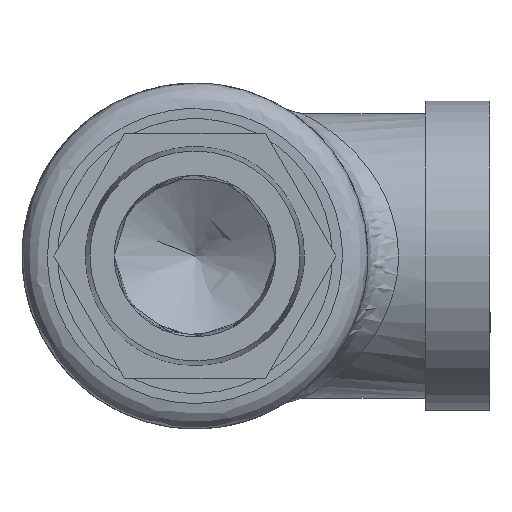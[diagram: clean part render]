
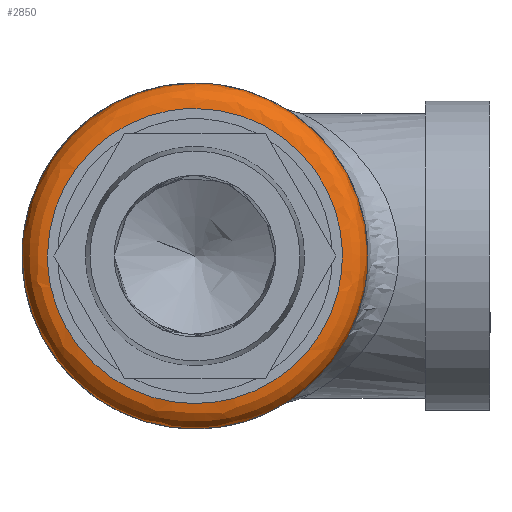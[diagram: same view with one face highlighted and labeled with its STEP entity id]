
A CAD part, front view. The second image highlights one B-rep face of the part: STEP entity #2850.
In plain terms, the highlighted free-form (B-spline) face has degree [2, 2] with [3, 9] control points.
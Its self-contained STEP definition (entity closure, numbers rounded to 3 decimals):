
#254 = EDGE_CURVE('',#255,#257,#259,.T.);
#255 = VERTEX_POINT('',#256);
#256 = CARTESIAN_POINT('',(-17.,32.663,0.));
#257 = VERTEX_POINT('',#258);
#258 = CARTESIAN_POINT('',(17.,32.663,0.));
#259 = ( BOUNDED_CURVE() B_SPLINE_CURVE(2,(#260,#261,#262,#263,#264),
.UNSPECIFIED.,.F.,.F.) B_SPLINE_CURVE_WITH_KNOTS((3,2,3),(-3.142
,-1.571,0.),.UNSPECIFIED.) CURVE() 
GEOMETRIC_REPRESENTATION_ITEM() RATIONAL_B_SPLINE_CURVE((1.,
0.707,1.,0.707,1.)) REPRESENTATION_ITEM('') );
#260 = CARTESIAN_POINT('',(-17.,32.663,0.));
#261 = CARTESIAN_POINT('',(-17.,32.663,-17.));
#262 = CARTESIAN_POINT('',(0.,32.663,-17.));
#263 = CARTESIAN_POINT('',(17.,32.663,-17.));
#264 = CARTESIAN_POINT('',(17.,32.663,0.));
#266 = EDGE_CURVE('',#267,#255,#269,.T.);
#267 = VERTEX_POINT('',#268);
#268 = CARTESIAN_POINT('',(0.,32.663,17.));
#269 = ( BOUNDED_CURVE() B_SPLINE_CURVE(2,(#270,#271,#272),
.UNSPECIFIED.,.F.,.F.) B_SPLINE_CURVE_WITH_KNOTS((3,3),(1.571,
3.142),.PIECEWISE_BEZIER_KNOTS.) CURVE() 
GEOMETRIC_REPRESENTATION_ITEM() RATIONAL_B_SPLINE_CURVE((1.,
0.707,1.)) REPRESENTATION_ITEM('') );
#270 = CARTESIAN_POINT('',(0.,32.663,17.));
#271 = CARTESIAN_POINT('',(-17.,32.663,17.));
#272 = CARTESIAN_POINT('',(-17.,32.663,0.));
#274 = EDGE_CURVE('',#257,#267,#275,.T.);
#275 = ( BOUNDED_CURVE() B_SPLINE_CURVE(2,(#276,#277,#278),
.UNSPECIFIED.,.F.,.F.) B_SPLINE_CURVE_WITH_KNOTS((3,3),(0.,
1.571),.PIECEWISE_BEZIER_KNOTS.) CURVE() 
GEOMETRIC_REPRESENTATION_ITEM() RATIONAL_B_SPLINE_CURVE((1.,
0.707,1.)) REPRESENTATION_ITEM('') );
#276 = CARTESIAN_POINT('',(17.,32.663,0.));
#277 = CARTESIAN_POINT('',(17.,32.663,17.));
#278 = CARTESIAN_POINT('',(0.,32.663,17.));
#2850 = ADVANCED_FACE('',(#2851),#2883,.T.);
#2851 = FACE_BOUND('',#2852,.T.);
#2852 = EDGE_LOOP('',(#2853,#2863,#2869,#2870,#2871,#2872,#2873));
#2853 = ORIENTED_EDGE('',*,*,#2854,.T.);
#2854 = EDGE_CURVE('',#2855,#2857,#2859,.T.);
#2855 = VERTEX_POINT('',#2856);
#2856 = CARTESIAN_POINT('',(-14.5,30.163,0.));
#2857 = VERTEX_POINT('',#2858);
#2858 = CARTESIAN_POINT('',(0.,30.163,14.5));
#2859 = ( BOUNDED_CURVE() B_SPLINE_CURVE(2,(#2860,#2861,#2862),
.UNSPECIFIED.,.F.,.F.) B_SPLINE_CURVE_WITH_KNOTS((3,3),(-3.142,
-1.571),.PIECEWISE_BEZIER_KNOTS.) CURVE() 
GEOMETRIC_REPRESENTATION_ITEM() RATIONAL_B_SPLINE_CURVE((1.,
0.707,1.)) REPRESENTATION_ITEM('') );
#2860 = CARTESIAN_POINT('',(-14.5,30.163,0.));
#2861 = CARTESIAN_POINT('',(-14.5,30.163,14.5));
#2862 = CARTESIAN_POINT('',(0.,30.163,14.5));
#2863 = ORIENTED_EDGE('',*,*,#2864,.T.);
#2864 = EDGE_CURVE('',#2857,#267,#2865,.T.);
#2865 = ( BOUNDED_CURVE() B_SPLINE_CURVE(2,(#2866,#2867,#2868),
.UNSPECIFIED.,.F.,.F.) B_SPLINE_CURVE_WITH_KNOTS((3,3),(-1.571,
0.),.PIECEWISE_BEZIER_KNOTS.) CURVE() GEOMETRIC_REPRESENTATION_ITEM() 
RATIONAL_B_SPLINE_CURVE((1.,0.707,1.)) REPRESENTATION_ITEM('') 
  );
#2866 = CARTESIAN_POINT('',(0.,30.163,14.5));
#2867 = CARTESIAN_POINT('',(0.,30.163,17.));
#2868 = CARTESIAN_POINT('',(0.,32.663,17.));
#2869 = ORIENTED_EDGE('',*,*,#266,.T.);
#2870 = ORIENTED_EDGE('',*,*,#254,.T.);
#2871 = ORIENTED_EDGE('',*,*,#274,.T.);
#2872 = ORIENTED_EDGE('',*,*,#2864,.F.);
#2873 = ORIENTED_EDGE('',*,*,#2874,.T.);
#2874 = EDGE_CURVE('',#2857,#2855,#2875,.T.);
#2875 = ( BOUNDED_CURVE() B_SPLINE_CURVE(2,(#2876,#2877,#2878,#2879,
#2880,#2881,#2882),.UNSPECIFIED.,.F.,.F.) B_SPLINE_CURVE_WITH_KNOTS((3,2
    ,2,3),(-1.571,0.,1.571,3.142),
.UNSPECIFIED.) CURVE() GEOMETRIC_REPRESENTATION_ITEM() 
RATIONAL_B_SPLINE_CURVE((1.,0.707,1.,0.707,1.,
0.707,1.)) REPRESENTATION_ITEM('') );
#2876 = CARTESIAN_POINT('',(0.,30.163,14.5));
#2877 = CARTESIAN_POINT('',(14.5,30.163,14.5));
#2878 = CARTESIAN_POINT('',(14.5,30.163,0.));
#2879 = CARTESIAN_POINT('',(14.5,30.163,-14.5));
#2880 = CARTESIAN_POINT('',(0.,30.163,-14.5));
#2881 = CARTESIAN_POINT('',(-14.5,30.163,-14.5));
#2882 = CARTESIAN_POINT('',(-14.5,30.163,0.));
#2883 = ( BOUNDED_SURFACE() B_SPLINE_SURFACE(2,2,(
    (#2884,#2885,#2886,#2887,#2888,#2889,#2890,#2891,#2892)
    ,(#2893,#2894,#2895,#2896,#2897,#2898,#2899,#2900,#2901)
    ,(#2902,#2903,#2904,#2905,#2906,#2907,#2908,#2909,#2910
)),.UNSPECIFIED.,.F.,.T.,.F.) B_SPLINE_SURFACE_WITH_KNOTS((3,3),(1,2,2,2
    ,2,2,1),(0.,1.571),(-4.712,-3.142,
    -1.571,0.,1.571,3.142,4.712),
.UNSPECIFIED.) GEOMETRIC_REPRESENTATION_ITEM() RATIONAL_B_SPLINE_SURFACE
((
    (1.,0.707,1.,0.707,1.,0.707,1.
      ,0.707,1.)
    ,(0.707,0.5,0.707,0.5,0.707,0.5
      ,0.707,0.5,0.707)
    ,(1.,0.707,1.,0.707,1.,0.707,1.
,0.707,1.))) REPRESENTATION_ITEM('') SURFACE() );
#2884 = CARTESIAN_POINT('',(0.,30.163,14.5));
#2885 = CARTESIAN_POINT('',(-14.5,30.163,14.5));
#2886 = CARTESIAN_POINT('',(-14.5,30.163,0.));
#2887 = CARTESIAN_POINT('',(-14.5,30.163,-14.5));
#2888 = CARTESIAN_POINT('',(0.,30.163,-14.5));
#2889 = CARTESIAN_POINT('',(14.5,30.163,-14.5));
#2890 = CARTESIAN_POINT('',(14.5,30.163,0.));
#2891 = CARTESIAN_POINT('',(14.5,30.163,14.5));
#2892 = CARTESIAN_POINT('',(0.,30.163,14.5));
#2893 = CARTESIAN_POINT('',(0.,30.163,17.));
#2894 = CARTESIAN_POINT('',(-17.,30.163,17.));
#2895 = CARTESIAN_POINT('',(-17.,30.163,0.));
#2896 = CARTESIAN_POINT('',(-17.,30.163,-17.));
#2897 = CARTESIAN_POINT('',(0.,30.163,-17.));
#2898 = CARTESIAN_POINT('',(17.,30.163,-17.));
#2899 = CARTESIAN_POINT('',(17.,30.163,0.));
#2900 = CARTESIAN_POINT('',(17.,30.163,17.));
#2901 = CARTESIAN_POINT('',(0.,30.163,17.));
#2902 = CARTESIAN_POINT('',(0.,32.663,17.));
#2903 = CARTESIAN_POINT('',(-17.,32.663,17.));
#2904 = CARTESIAN_POINT('',(-17.,32.663,0.));
#2905 = CARTESIAN_POINT('',(-17.,32.663,-17.));
#2906 = CARTESIAN_POINT('',(0.,32.663,-17.));
#2907 = CARTESIAN_POINT('',(17.,32.663,-17.));
#2908 = CARTESIAN_POINT('',(17.,32.663,0.));
#2909 = CARTESIAN_POINT('',(17.,32.663,17.));
#2910 = CARTESIAN_POINT('',(0.,32.663,17.));
